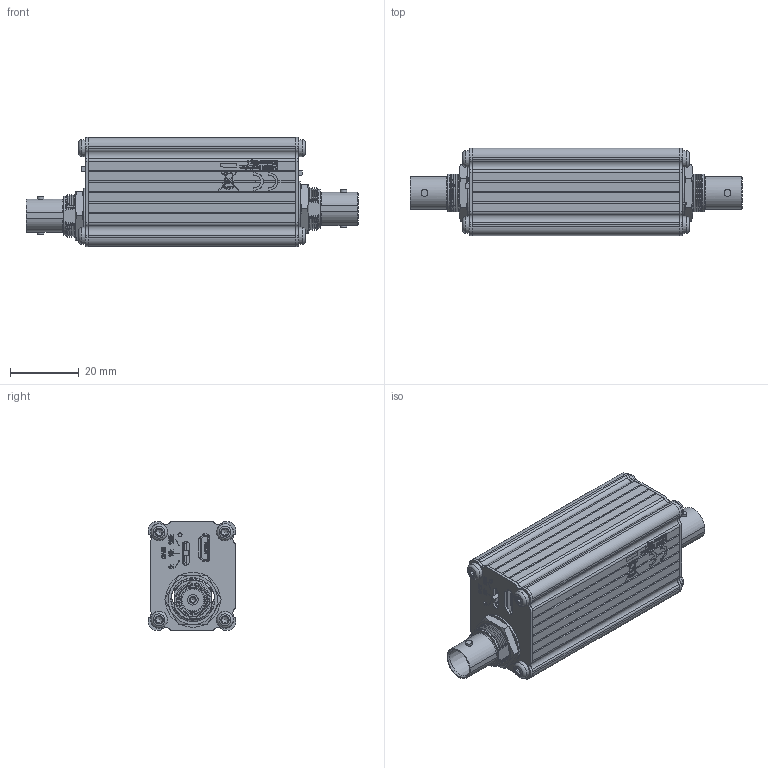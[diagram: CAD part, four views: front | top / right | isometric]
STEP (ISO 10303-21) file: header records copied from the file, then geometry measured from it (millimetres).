
FILE_DESCRIPTION (( 'STEP AP214' ), '1' );
FILE_NAME ('19.12.06_AMP102 WEB.STEP', '2019-12-06T08:27:51', ( '' ), ( '' ), 'SwSTEP 2.0', 'SolidWorks 2018', '' );
FILE_SCHEMA (( 'AUTOMOTIVE_DESIGN' ));
Length unit declared in the file: millimetre
Products named in the file (1): 19.12.06_AMP102 WEB
Bounding box: 96.65 x 25.4 x 31.75 mm (x, y, z)
Surface area: 30949.7 mm2 (no closed solid volume)
Topology: 0 solids, 36 shells, 4731 faces, 13544 edges, 9066 vertices
Faces by surface type: plane 3144, bspline 685, cylinder 665, cone 212, torus 16, sphere 9
Full cylindrical faces by diameter (mm): 0.2 x4, 0.457 x6, 0.542 x1, 0.6 x4, 0.8 x3, 0.85 x2, 0.9 x2, 0.95 x1, 1 x2, 1.107 x1, 1.143 x2, 1.18 x1, 1.194 x2, 1.245 x2, 1.486 x2, 1.727 x1, 1.905 x2, 1.93 x2, 1.981 x4, 2.2 x1, 2.224 x8, 2.5 x8, 3.048 x2, 3.5 x8, 4.039 x2, 6.35 x2, 6.909 x2, 6.934 x2, 12.7 x2, 14 x2
Entity records: 242184 total; most frequent: CARTESIAN_POINT 71863, ORIENTED_EDGE 26202, DIRECTION 20915, EDGE_CURVE 13333, VECTOR 9755, LINE 9755, VERTEX_POINT 9024, AXIS2_PLACEMENT_3D 5580
